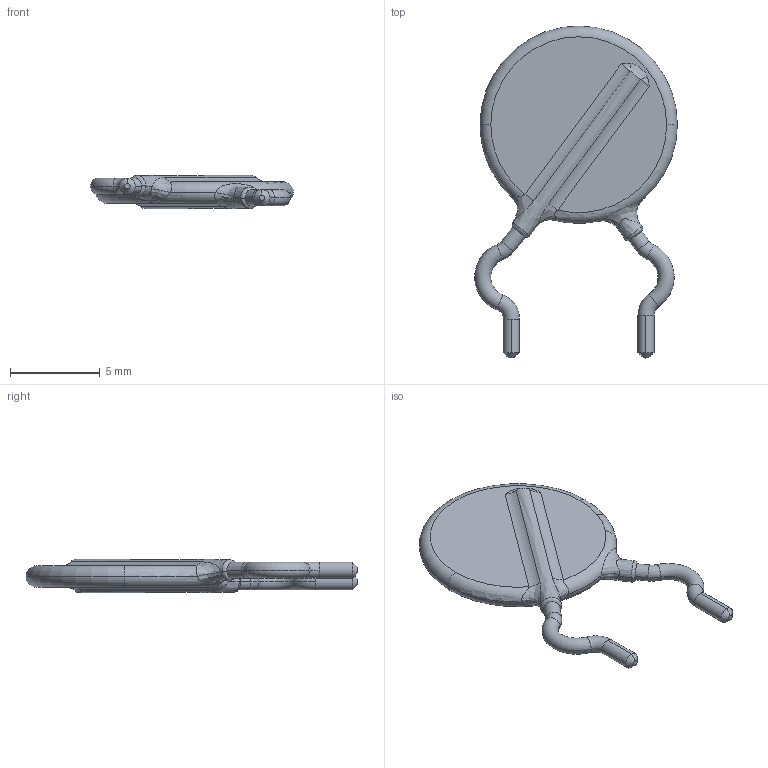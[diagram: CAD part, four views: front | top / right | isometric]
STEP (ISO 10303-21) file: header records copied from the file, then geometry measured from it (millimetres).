
FILE_DESCRIPTION (( 'STEP AP214' ), '1' );
FILE_NAME ('FE422643-40BB-473D-A23B-6162C61F9F0B.STEP', '2023-11-29T17:41:30', ( '' ), ( '' ), 'SwSTEP 2.0', 'SolidWorks 2022', '' );
FILE_SCHEMA (( 'AUTOMOTIVE_DESIGN' ));
Length unit declared in the file: millimetre
Products named in the file (1): FE422643-40BB-473D-A23B-6162C61F9F0B
Bounding box: 11.3 x 18.5 x 1.85 mm (x, y, z)
Volume: 128.3 mm3; surface area: 272.9 mm2
Topology: 1 solids, 1 shells, 58 faces, 142 edges, 82 vertices
Faces by surface type: bspline 20, torus 18, cylinder 12, cone 4, plane 4
Entity records: 3018 total; most frequent: CARTESIAN_POINT 1117, ORIENTED_EDGE 276, DIRECTION 262, EDGE_CURVE 138, AXIS2_PLACEMENT_3D 119, VERTEX_POINT 82, CIRCLE 80, UNCERTAINTY_MEASURE_WITH_UNIT 59
